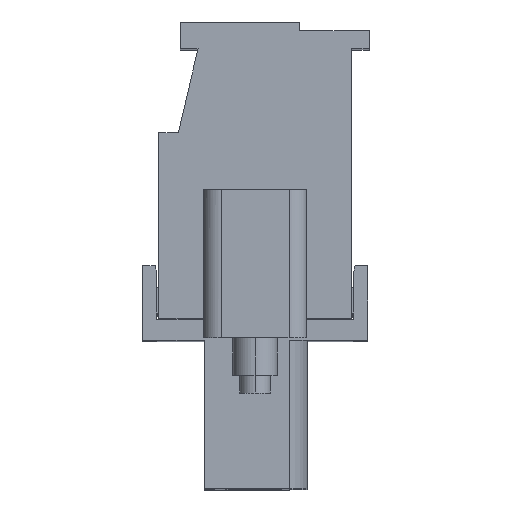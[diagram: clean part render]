
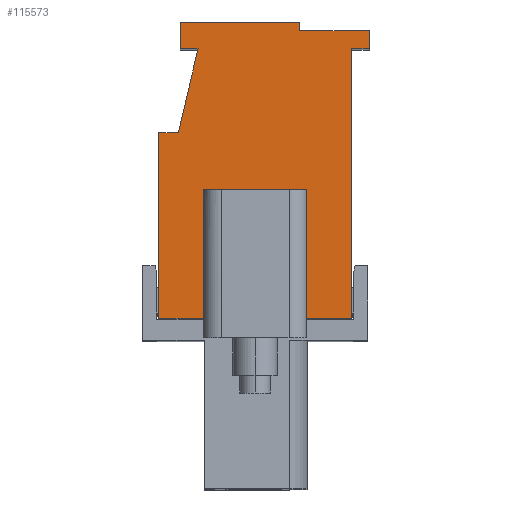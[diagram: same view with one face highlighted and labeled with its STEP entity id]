
A CAD part, top view. The second image highlights one B-rep face of the part: STEP entity #115573.
In plain terms, the highlighted planar face has unit normal (0, 0, 1).
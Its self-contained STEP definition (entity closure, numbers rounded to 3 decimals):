
#114036=CARTESIAN_POINT('',(4.397,1.018,28.533));
#114037=VERTEX_POINT('',#114036);
#114047=CARTESIAN_POINT('',(2.361,1.018,28.533));
#114048=VERTEX_POINT('',#114047);
#114049=CARTESIAN_POINT('',(4.397,1.018,28.533));
#114050=CARTESIAN_POINT('',(3.99,1.018,28.533));
#114051=CARTESIAN_POINT('',(3.583,1.018,28.533));
#114052=CARTESIAN_POINT('',(3.176,1.018,28.533));
#114053=CARTESIAN_POINT('',(2.769,1.018,28.533));
#114054=CARTESIAN_POINT('',(2.361,1.018,28.533));
#114055=B_SPLINE_CURVE_WITH_KNOTS('',5,(#114049,#114050,#114051,#114052,#114053,#114054),.UNSPECIFIED.,.F.,.U.,(6,6),(0.,2.5),.UNSPECIFIED.);
#114056=EDGE_CURVE('',#114037,#114048,#114055,.T.);
#114080=CARTESIAN_POINT('',(-2.361,1.018,28.533));
#114081=VERTEX_POINT('',#114080);
#114091=CARTESIAN_POINT('',(-4.397,1.018,28.533));
#114092=VERTEX_POINT('',#114091);
#114093=CARTESIAN_POINT('',(-2.361,1.018,28.533));
#114094=CARTESIAN_POINT('',(-2.769,1.018,28.533));
#114095=CARTESIAN_POINT('',(-3.176,1.018,28.533));
#114096=CARTESIAN_POINT('',(-3.583,1.018,28.533));
#114097=CARTESIAN_POINT('',(-3.99,1.018,28.533));
#114098=CARTESIAN_POINT('',(-4.397,1.018,28.533));
#114099=B_SPLINE_CURVE_WITH_KNOTS('',5,(#114093,#114094,#114095,#114096,#114097,#114098),.UNSPECIFIED.,.F.,.U.,(6,6),(0.,2.5),.UNSPECIFIED.);
#114100=EDGE_CURVE('',#114081,#114092,#114099,.T.);
#114619=CARTESIAN_POINT('',(-4.397,9.487,28.533));
#114620=VERTEX_POINT('',#114619);
#114621=CARTESIAN_POINT('',(-4.397,1.018,28.533));
#114622=CARTESIAN_POINT('',(-4.397,2.712,28.533));
#114623=CARTESIAN_POINT('',(-4.397,4.405,28.533));
#114624=CARTESIAN_POINT('',(-4.397,6.099,28.533));
#114625=CARTESIAN_POINT('',(-4.397,7.793,28.533));
#114626=CARTESIAN_POINT('',(-4.397,9.487,28.533));
#114627=B_SPLINE_CURVE_WITH_KNOTS('',5,(#114621,#114622,#114623,#114624,#114625,#114626),.UNSPECIFIED.,.F.,.U.,(6,6),(0.,10.4),.UNSPECIFIED.);
#114628=EDGE_CURVE('',#114092,#114620,#114627,.T.);
#114795=CARTESIAN_POINT('',(4.397,13.314,28.533));
#114796=VERTEX_POINT('',#114795);
#114797=CARTESIAN_POINT('',(4.397,13.314,28.533));
#114798=CARTESIAN_POINT('',(4.397,10.855,28.533));
#114799=CARTESIAN_POINT('',(4.397,8.396,28.533));
#114800=CARTESIAN_POINT('',(4.397,5.936,28.533));
#114801=CARTESIAN_POINT('',(4.397,3.477,28.533));
#114802=CARTESIAN_POINT('',(4.397,1.018,28.533));
#114803=B_SPLINE_CURVE_WITH_KNOTS('',5,(#114797,#114798,#114799,#114800,#114801,#114802),.UNSPECIFIED.,.F.,.U.,(6,6),(0.,15.1),.UNSPECIFIED.);
#114804=EDGE_CURVE('',#114796,#114037,#114803,.T.);
#114917=CARTESIAN_POINT('',(-3.502,9.487,28.533));
#114918=VERTEX_POINT('',#114917);
#114919=CARTESIAN_POINT('',(-4.397,9.487,28.533));
#114920=CARTESIAN_POINT('',(-4.218,9.487,28.533));
#114921=CARTESIAN_POINT('',(-4.039,9.487,28.533));
#114922=CARTESIAN_POINT('',(-3.86,9.487,28.533));
#114923=CARTESIAN_POINT('',(-3.681,9.487,28.533));
#114924=CARTESIAN_POINT('',(-3.502,9.487,28.533));
#114925=B_SPLINE_CURVE_WITH_KNOTS('',5,(#114919,#114920,#114921,#114922,#114923,#114924),.UNSPECIFIED.,.F.,.U.,(6,6),(0.,1.1),.UNSPECIFIED.);
#114926=EDGE_CURVE('',#114620,#114918,#114925,.T.);
#114947=CARTESIAN_POINT('',(-2.606,13.314,28.533));
#114948=VERTEX_POINT('',#114947);
#114949=CARTESIAN_POINT('',(-3.502,9.487,28.533));
#114950=CARTESIAN_POINT('',(-3.322,10.252,28.533));
#114951=CARTESIAN_POINT('',(-3.143,11.018,28.533));
#114952=CARTESIAN_POINT('',(-2.964,11.783,28.533));
#114953=CARTESIAN_POINT('',(-2.785,12.549,28.533));
#114954=CARTESIAN_POINT('',(-2.606,13.314,28.533));
#114955=B_SPLINE_CURVE_WITH_KNOTS('',5,(#114949,#114950,#114951,#114952,#114953,#114954),.UNSPECIFIED.,.F.,.U.,(6,6),(0.,4.827),.UNSPECIFIED.);
#114956=EDGE_CURVE('',#114918,#114948,#114955,.T.);
#114977=CARTESIAN_POINT('',(-3.42,13.314,28.533));
#114978=VERTEX_POINT('',#114977);
#114979=CARTESIAN_POINT('',(-2.606,13.314,28.533));
#114980=CARTESIAN_POINT('',(-2.769,13.314,28.533));
#114981=CARTESIAN_POINT('',(-2.932,13.314,28.533));
#114982=CARTESIAN_POINT('',(-3.094,13.314,28.533));
#114983=CARTESIAN_POINT('',(-3.257,13.314,28.533));
#114984=CARTESIAN_POINT('',(-3.42,13.314,28.533));
#114985=B_SPLINE_CURVE_WITH_KNOTS('',5,(#114979,#114980,#114981,#114982,#114983,#114984),.UNSPECIFIED.,.F.,.U.,(6,6),(0.,1.),.UNSPECIFIED.);
#114986=EDGE_CURVE('',#114948,#114978,#114985,.T.);
#115007=CARTESIAN_POINT('',(-3.42,14.535,28.533));
#115008=VERTEX_POINT('',#115007);
#115009=CARTESIAN_POINT('',(-3.42,13.314,28.533));
#115010=CARTESIAN_POINT('',(-3.42,13.558,28.533));
#115011=CARTESIAN_POINT('',(-3.42,13.803,28.533));
#115012=CARTESIAN_POINT('',(-3.42,14.047,28.533));
#115013=CARTESIAN_POINT('',(-3.42,14.291,28.533));
#115014=CARTESIAN_POINT('',(-3.42,14.535,28.533));
#115015=B_SPLINE_CURVE_WITH_KNOTS('',5,(#115009,#115010,#115011,#115012,#115013,#115014),.UNSPECIFIED.,.F.,.U.,(6,6),(0.,1.5),.UNSPECIFIED.);
#115016=EDGE_CURVE('',#114978,#115008,#115015,.T.);
#115037=CARTESIAN_POINT('',(2.036,14.535,28.533));
#115038=VERTEX_POINT('',#115037);
#115039=CARTESIAN_POINT('',(-3.42,14.535,28.533));
#115040=CARTESIAN_POINT('',(-2.329,14.535,28.533));
#115041=CARTESIAN_POINT('',(-1.238,14.535,28.533));
#115042=CARTESIAN_POINT('',(-0.147,14.535,28.533));
#115043=CARTESIAN_POINT('',(0.945,14.535,28.533));
#115044=CARTESIAN_POINT('',(2.036,14.535,28.533));
#115045=B_SPLINE_CURVE_WITH_KNOTS('',5,(#115039,#115040,#115041,#115042,#115043,#115044),.UNSPECIFIED.,.F.,.U.,(6,6),(0.,6.7),.UNSPECIFIED.);
#115046=EDGE_CURVE('',#115008,#115038,#115045,.T.);
#115227=CARTESIAN_POINT('',(2.036,14.128,28.533));
#115228=VERTEX_POINT('',#115227);
#115229=CARTESIAN_POINT('',(2.036,14.535,28.533));
#115230=CARTESIAN_POINT('',(2.036,14.454,28.533));
#115231=CARTESIAN_POINT('',(2.036,14.373,28.533));
#115232=CARTESIAN_POINT('',(2.036,14.291,28.533));
#115233=CARTESIAN_POINT('',(2.036,14.21,28.533));
#115234=CARTESIAN_POINT('',(2.036,14.128,28.533));
#115235=B_SPLINE_CURVE_WITH_KNOTS('',5,(#115229,#115230,#115231,#115232,#115233,#115234),.UNSPECIFIED.,.F.,.U.,(6,6),(0.,0.5),.UNSPECIFIED.);
#115236=EDGE_CURVE('',#115038,#115228,#115235,.T.);
#115257=CARTESIAN_POINT('',(5.212,14.128,28.533));
#115258=VERTEX_POINT('',#115257);
#115259=CARTESIAN_POINT('',(2.036,14.128,28.533));
#115260=CARTESIAN_POINT('',(2.671,14.128,28.533));
#115261=CARTESIAN_POINT('',(3.306,14.128,28.533));
#115262=CARTESIAN_POINT('',(3.941,14.128,28.533));
#115263=CARTESIAN_POINT('',(4.576,14.128,28.533));
#115264=CARTESIAN_POINT('',(5.212,14.128,28.533));
#115265=B_SPLINE_CURVE_WITH_KNOTS('',5,(#115259,#115260,#115261,#115262,#115263,#115264),.UNSPECIFIED.,.F.,.U.,(6,6),(0.,3.9),.UNSPECIFIED.);
#115266=EDGE_CURVE('',#115228,#115258,#115265,.T.);
#115287=CARTESIAN_POINT('',(5.212,13.314,28.533));
#115288=VERTEX_POINT('',#115287);
#115289=CARTESIAN_POINT('',(5.212,14.128,28.533));
#115290=CARTESIAN_POINT('',(5.212,13.965,28.533));
#115291=CARTESIAN_POINT('',(5.212,13.803,28.533));
#115292=CARTESIAN_POINT('',(5.212,13.64,28.533));
#115293=CARTESIAN_POINT('',(5.212,13.477,28.533));
#115294=CARTESIAN_POINT('',(5.212,13.314,28.533));
#115295=B_SPLINE_CURVE_WITH_KNOTS('',5,(#115289,#115290,#115291,#115292,#115293,#115294),.UNSPECIFIED.,.F.,.U.,(6,6),(0.,1.),.UNSPECIFIED.);
#115296=EDGE_CURVE('',#115258,#115288,#115295,.T.);
#115317=CARTESIAN_POINT('',(5.212,13.314,28.533));
#115318=CARTESIAN_POINT('',(5.049,13.314,28.533));
#115319=CARTESIAN_POINT('',(4.886,13.314,28.533));
#115320=CARTESIAN_POINT('',(4.723,13.314,28.533));
#115321=CARTESIAN_POINT('',(4.56,13.314,28.533));
#115322=CARTESIAN_POINT('',(4.397,13.314,28.533));
#115323=B_SPLINE_CURVE_WITH_KNOTS('',5,(#115317,#115318,#115319,#115320,#115321,#115322),.UNSPECIFIED.,.F.,.U.,(6,6),(0.,1.),.UNSPECIFIED.);
#115324=EDGE_CURVE('',#115288,#114796,#115323,.T.);
#115522=CARTESIAN_POINT('',(0.407,7.777,28.533));
#115523=DIRECTION('',(-1.,0.,0.));
#115524=DIRECTION('',(0.,0.,1.));
#115525=AXIS2_PLACEMENT_3D('',#115522,#115524,#115523);
#115526=PLANE('',#115525);
#115527=CARTESIAN_POINT('',(2.361,6.881,28.533));
#115528=VERTEX_POINT('',#115527);
#115529=CARTESIAN_POINT('',(2.361,6.881,28.533));
#115530=CARTESIAN_POINT('',(2.361,5.708,28.533));
#115531=CARTESIAN_POINT('',(2.361,4.536,28.533));
#115532=CARTESIAN_POINT('',(2.361,3.363,28.533));
#115533=CARTESIAN_POINT('',(2.361,2.19,28.533));
#115534=CARTESIAN_POINT('',(2.361,1.018,28.533));
#115535=B_SPLINE_CURVE_WITH_KNOTS('',5,(#115529,#115530,#115531,#115532,#115533,#115534),.UNSPECIFIED.,.F.,.U.,(6,6),(0.,7.2),.UNSPECIFIED.);
#115536=EDGE_CURVE('',#115528,#114048,#115535,.T.);
#115537=ORIENTED_EDGE('',*,*,#115536,.T.);
#115538=ORIENTED_EDGE('',*,*,#114056,.F.);
#115539=ORIENTED_EDGE('',*,*,#114804,.F.);
#115540=ORIENTED_EDGE('',*,*,#115324,.F.);
#115541=ORIENTED_EDGE('',*,*,#115296,.F.);
#115542=ORIENTED_EDGE('',*,*,#115266,.F.);
#115543=ORIENTED_EDGE('',*,*,#115236,.F.);
#115544=ORIENTED_EDGE('',*,*,#115046,.F.);
#115545=ORIENTED_EDGE('',*,*,#115016,.F.);
#115546=ORIENTED_EDGE('',*,*,#114986,.F.);
#115547=ORIENTED_EDGE('',*,*,#114956,.F.);
#115548=ORIENTED_EDGE('',*,*,#114926,.F.);
#115549=ORIENTED_EDGE('',*,*,#114628,.F.);
#115550=ORIENTED_EDGE('',*,*,#114100,.F.);
#115551=CARTESIAN_POINT('',(-2.361,6.881,28.533));
#115552=VERTEX_POINT('',#115551);
#115553=CARTESIAN_POINT('',(-2.361,1.018,28.533));
#115554=CARTESIAN_POINT('',(-2.361,2.19,28.533));
#115555=CARTESIAN_POINT('',(-2.361,3.363,28.533));
#115556=CARTESIAN_POINT('',(-2.361,4.536,28.533));
#115557=CARTESIAN_POINT('',(-2.361,5.708,28.533));
#115558=CARTESIAN_POINT('',(-2.361,6.881,28.533));
#115559=B_SPLINE_CURVE_WITH_KNOTS('',5,(#115553,#115554,#115555,#115556,#115557,#115558),.UNSPECIFIED.,.F.,.U.,(6,6),(0.,7.2),.UNSPECIFIED.);
#115560=EDGE_CURVE('',#114081,#115552,#115559,.T.);
#115561=ORIENTED_EDGE('',*,*,#115560,.T.);
#115562=CARTESIAN_POINT('',(-2.361,6.881,28.533));
#115563=CARTESIAN_POINT('',(-1.417,6.881,28.533));
#115564=CARTESIAN_POINT('',(-0.472,6.881,28.533));
#115565=CARTESIAN_POINT('',(0.472,6.881,28.533));
#115566=CARTESIAN_POINT('',(1.417,6.881,28.533));
#115567=CARTESIAN_POINT('',(2.361,6.881,28.533));
#115568=B_SPLINE_CURVE_WITH_KNOTS('',5,(#115562,#115563,#115564,#115565,#115566,#115567),.UNSPECIFIED.,.F.,.U.,(6,6),(0.,5.8),.UNSPECIFIED.);
#115569=EDGE_CURVE('',#115552,#115528,#115568,.T.);
#115570=ORIENTED_EDGE('',*,*,#115569,.T.);
#115571=EDGE_LOOP('',(#115537,#115538,#115539,#115540,#115541,#115542,#115543,#115544,#115545,#115546,#115547,#115548,#115549,#115550,#115561,#115570));
#115572=FACE_OUTER_BOUND('',#115571,.T.);
#115573=ADVANCED_FACE('',(#115572),#115526,.T.);
